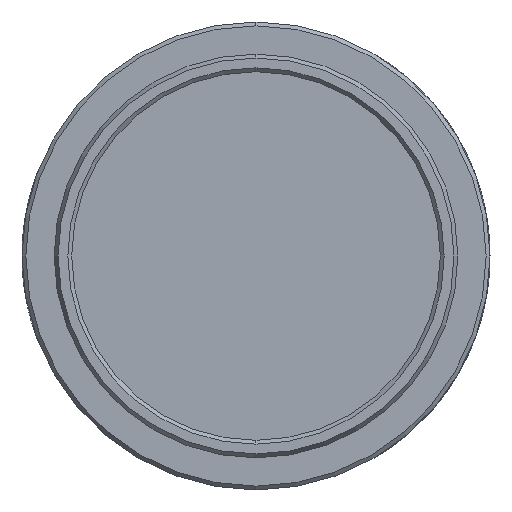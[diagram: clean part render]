
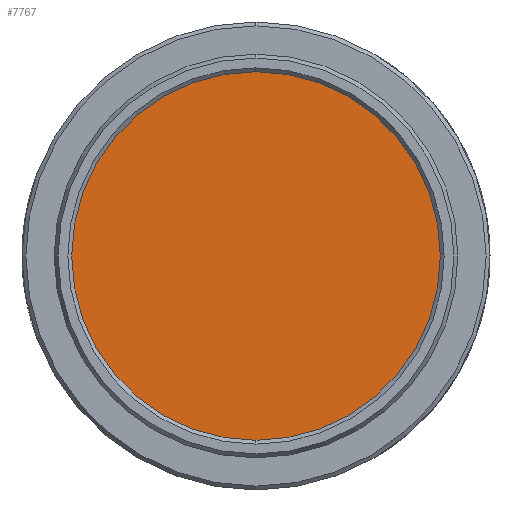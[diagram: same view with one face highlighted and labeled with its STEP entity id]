
A CAD part, left-side view. The second image highlights one B-rep face of the part: STEP entity #7767.
In plain terms, the highlighted planar face has unit normal (-1, 0, 0).
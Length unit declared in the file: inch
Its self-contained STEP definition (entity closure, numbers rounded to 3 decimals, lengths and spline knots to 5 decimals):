
#709 = DIRECTION ( 'NONE',  ( 1., 0., 0. ) ) ;
#824 = FACE_OUTER_BOUND ( 'NONE', #5923, .T. ) ;
#1312 = AXIS2_PLACEMENT_3D ( 'NONE', #8317, #3863, #9073 ) ;
#1334 = DIRECTION ( 'NONE',  ( 1., 0., 0. ) ) ;
#1581 = AXIS2_PLACEMENT_3D ( 'NONE', #5202, #709, #5965 ) ;
#3228 = ORIENTED_EDGE ( 'NONE', *, *, #7079, .F. ) ;
#3441 = CIRCLE ( 'NONE', #7238, 0.5 ) ;
#3863 = DIRECTION ( 'NONE',  ( 1., 0., 0. ) ) ;
#4634 = CARTESIAN_POINT ( 'NONE',  ( -0.14, 0., 0.5 ) ) ;
#5202 = CARTESIAN_POINT ( 'NONE',  ( -0.14, 0., 0. ) ) ;
#5359 = EDGE_CURVE ( 'NONE', #7343, #7218, #6287, .T. ) ;
#5828 = CARTESIAN_POINT ( 'NONE',  ( -0.14, 0., 0. ) ) ;
#5923 = EDGE_LOOP ( 'NONE', ( #7550, #3228 ) ) ;
#5965 = DIRECTION ( 'NONE',  ( 0., 0., -1. ) ) ;
#6047 = PLANE ( 'NONE',  #1312 ) ;
#6287 = CIRCLE ( 'NONE', #1581, 0.5 ) ;
#6571 = DIRECTION ( 'NONE',  ( 0., 0., -1. ) ) ;
#7079 = EDGE_CURVE ( 'NONE', #7218, #7343, #3441, .T. ) ;
#7218 = VERTEX_POINT ( 'NONE', #4634 ) ;
#7238 = AXIS2_PLACEMENT_3D ( 'NONE', #5828, #1334, #6571 ) ;
#7343 = VERTEX_POINT ( 'NONE', #9343 ) ;
#7550 = ORIENTED_EDGE ( 'NONE', *, *, #5359, .F. ) ;
#7767 = ADVANCED_FACE ( 'NONE', ( #824 ), #6047, .F. ) ;
#8317 = CARTESIAN_POINT ( 'NONE',  ( -0.14, 0., 0. ) ) ;
#9073 = DIRECTION ( 'NONE',  ( 0., 0., -1. ) ) ;
#9343 = CARTESIAN_POINT ( 'NONE',  ( -0.14, 0., -0.5 ) ) ;
